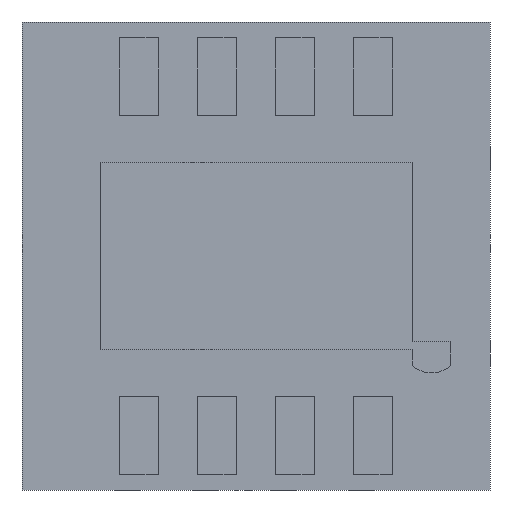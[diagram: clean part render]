
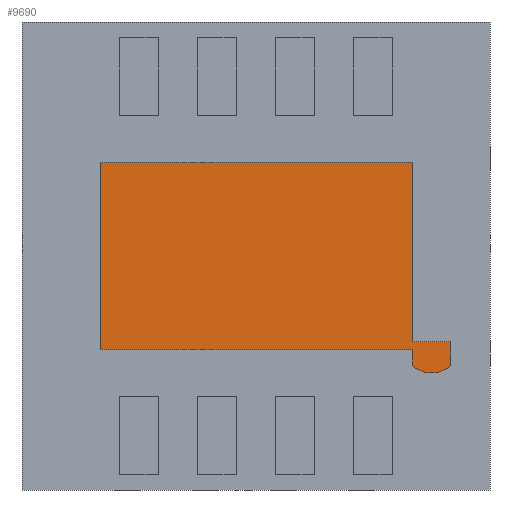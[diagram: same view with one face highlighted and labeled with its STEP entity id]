
A CAD part, front view. The second image highlights one B-rep face of the part: STEP entity #9690.
In plain terms, the highlighted planar face has unit normal (0, -1, 0).
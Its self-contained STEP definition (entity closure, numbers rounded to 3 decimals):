
#9450=DIRECTION('',(0.,0.,1.));
#9451=VECTOR('',#9450,1.15);
#9452=CARTESIAN_POINT('',(1.,0.,-0.55));
#9453=LINE('',#9452,#9451);
#9457=DIRECTION('',(1.,0.,0.));
#9458=VECTOR('',#9457,0.25);
#9459=CARTESIAN_POINT('',(1.,0.,-0.55));
#9460=LINE('',#9459,#9458);
#9464=DIRECTION('',(0.,0.,-1.));
#9465=VECTOR('',#9464,0.15);
#9466=CARTESIAN_POINT('',(1.25,0.,-0.55));
#9467=LINE('',#9466,#9465);
#9471=CARTESIAN_POINT('',(1.125,0.,-0.569));
#9472=DIRECTION('',(0.,1.,0.));
#9473=DIRECTION('',(0.69,0.,-0.724));
#9474=AXIS2_PLACEMENT_3D('',#9471,#9472,#9473);
#9479=DIRECTION('',(0.,0.003,1.));
#9480=VECTOR('',#9479,0.1);
#9481=CARTESIAN_POINT('',(1.,0.,-0.7));
#9482=LINE('',#9481,#9480);
#9486=DIRECTION('',(1.,0.,0.));
#9487=VECTOR('',#9486,2.);
#9488=CARTESIAN_POINT('',(-1.,0.,-0.6));
#9489=LINE('',#9488,#9487);
#9493=DIRECTION('',(0.,0.,-1.));
#9494=VECTOR('',#9493,1.2);
#9495=CARTESIAN_POINT('',(-1.,0.,0.6));
#9496=LINE('',#9495,#9494);
#9500=DIRECTION('',(-1.,0.,0.));
#9501=VECTOR('',#9500,2.);
#9502=CARTESIAN_POINT('',(1.,0.,0.6));
#9503=LINE('',#9502,#9501);
#9507=CARTESIAN_POINT('',(1.,0.,0.6));
#9508=CARTESIAN_POINT('',(-1.,0.,0.6));
#9509=VERTEX_POINT('',#9507);
#9510=VERTEX_POINT('',#9508);
#9511=CARTESIAN_POINT('',(-1.,0.,-0.6));
#9512=VERTEX_POINT('',#9511);
#9513=CARTESIAN_POINT('',(1.25,0.,-0.55));
#9514=CARTESIAN_POINT('',(1.25,0.,-0.7));
#9515=VERTEX_POINT('',#9513);
#9516=VERTEX_POINT('',#9514);
#9517=CARTESIAN_POINT('',(1.,0.,-0.7));
#9518=VERTEX_POINT('',#9517);
#9519=CARTESIAN_POINT('',(1.,0.,-0.55));
#9520=VERTEX_POINT('',#9519);
#9521=CARTESIAN_POINT('',(1.,0.,-0.6));
#9522=VERTEX_POINT('',#9521);
#9675=CARTESIAN_POINT('',(0.,0.,0.));
#9676=DIRECTION('',(0.,1.,0.));
#9677=DIRECTION('',(1.,0.,0.));
#9678=AXIS2_PLACEMENT_3D('',#9675,#9676,#9677);
#9679=PLANE('',#9678);
#9680=ORIENTED_EDGE('',*,*,#9571,.F.);
#9681=ORIENTED_EDGE('',*,*,#9586,.T.);
#9682=ORIENTED_EDGE('',*,*,#9600,.T.);
#9683=ORIENTED_EDGE('',*,*,#9614,.T.);
#9684=ORIENTED_EDGE('',*,*,#9628,.T.);
#9685=ORIENTED_EDGE('',*,*,#9642,.F.);
#9686=ORIENTED_EDGE('',*,*,#9656,.F.);
#9687=ORIENTED_EDGE('',*,*,#9669,.F.);
#9688=EDGE_LOOP('',(#9680,#9681,#9682,#9683,#9684,#9685,#9686,#9687));
#9689=FACE_OUTER_BOUND('',#9688,.F.);
#9690=ADVANCED_FACE('',(#9689),#9679,.F.);
#9475=CIRCLE('',#9474,0.181);
#9571=EDGE_CURVE('',#9520,#9509,#9453,.T.);
#9586=EDGE_CURVE('',#9520,#9515,#9460,.T.);
#9600=EDGE_CURVE('',#9515,#9516,#9467,.T.);
#9614=EDGE_CURVE('',#9516,#9518,#9475,.T.);
#9628=EDGE_CURVE('',#9518,#9522,#9482,.T.);
#9642=EDGE_CURVE('',#9512,#9522,#9489,.T.);
#9656=EDGE_CURVE('',#9510,#9512,#9496,.T.);
#9669=EDGE_CURVE('',#9509,#9510,#9503,.T.);
